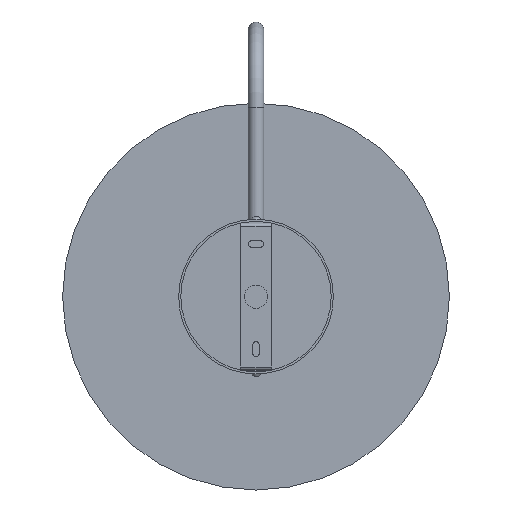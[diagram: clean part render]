
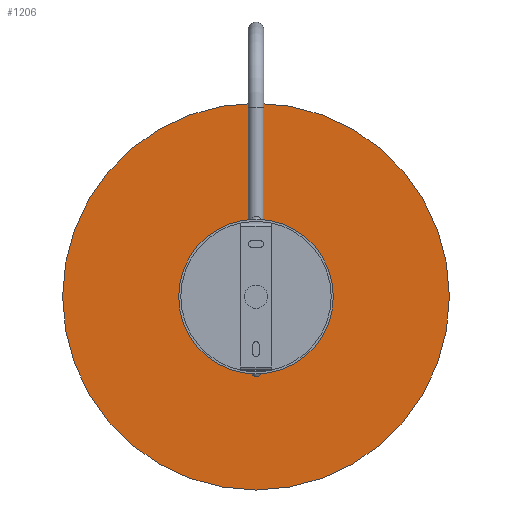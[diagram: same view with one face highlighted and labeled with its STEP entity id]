
A CAD part, front view. The second image highlights one B-rep face of the part: STEP entity #1206.
In plain terms, the highlighted planar face has unit normal (0, -1, 0).
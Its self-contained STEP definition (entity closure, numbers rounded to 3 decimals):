
#59=FACE_BOUND('',#381,.T.);
#114=PLANE('',#1393);
#193=CIRCLE('',#1387,5.);
#195=CIRCLE('',#1390,125.);
#279=FACE_OUTER_BOUND('',#380,.T.);
#380=EDGE_LOOP('',(#1100));
#381=EDGE_LOOP('',(#1101));
#624=VERTEX_POINT('',#2307);
#626=VERTEX_POINT('',#2313);
#780=EDGE_CURVE('',#624,#624,#193,.T.);
#783=EDGE_CURVE('',#626,#626,#195,.T.);
#1100=ORIENTED_EDGE('',*,*,#783,.T.);
#1101=ORIENTED_EDGE('',*,*,#780,.T.);
#1206=ADVANCED_FACE('',(#279,#59),#114,.T.);
#1387=AXIS2_PLACEMENT_3D('',#2308,#1776,#1777);
#1390=AXIS2_PLACEMENT_3D('',#2314,#1783,#1784);
#1393=AXIS2_PLACEMENT_3D('',#2319,#1790,#1791);
#1776=DIRECTION('center_axis',(0.,1.,0.));
#1777=DIRECTION('ref_axis',(1.,0.,0.));
#1783=DIRECTION('center_axis',(0.,-1.,0.));
#1784=DIRECTION('ref_axis',(1.,0.,0.));
#1790=DIRECTION('center_axis',(0.,-1.,0.));
#1791=DIRECTION('ref_axis',(0.,0.,-1.));
#2307=CARTESIAN_POINT('',(-5.,115.25,0.));
#2308=CARTESIAN_POINT('Origin',(0.,115.25,0.));
#2313=CARTESIAN_POINT('',(-125.,115.25,0.));
#2314=CARTESIAN_POINT('Origin',(0.,115.25,0.));
#2319=CARTESIAN_POINT('Origin',(0.,115.25,0.));
